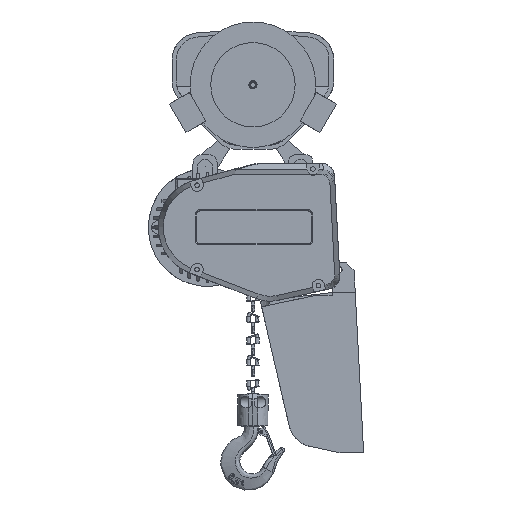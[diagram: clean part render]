
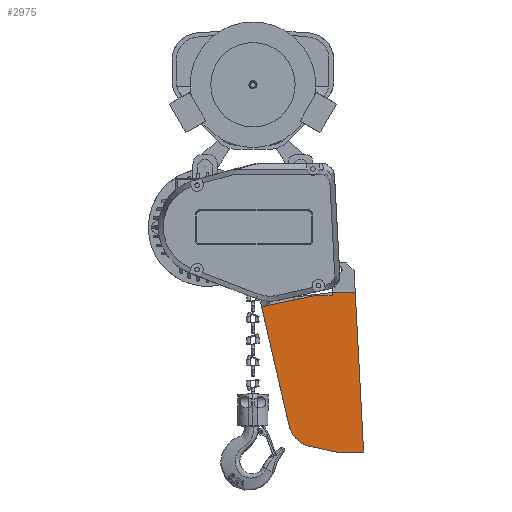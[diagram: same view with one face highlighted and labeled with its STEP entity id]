
A CAD part, front view. The second image highlights one B-rep face of the part: STEP entity #2975.
In plain terms, the highlighted face is planar.
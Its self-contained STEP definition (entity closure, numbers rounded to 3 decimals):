
#2975=ADVANCED_FACE('',(#6143),#6144,.F.);
#6143=FACE_OUTER_BOUND('',#12449,.T.);
#6144=PLANE('',#12450);
#12449=EDGE_LOOP('',(#22267,#22268,#22269,#22270,#22271,#22272,#22273,#22274,#22275));
#12450=AXIS2_PLACEMENT_3D('',#22276,#22277,#22278);
#22267=ORIENTED_EDGE('',*,*,#29129,.T.);
#22268=ORIENTED_EDGE('',*,*,#29130,.T.);
#22269=ORIENTED_EDGE('',*,*,#27317,.T.);
#22270=ORIENTED_EDGE('',*,*,#28959,.T.);
#22271=ORIENTED_EDGE('',*,*,#28869,.T.);
#22272=ORIENTED_EDGE('',*,*,#29131,.T.);
#22273=ORIENTED_EDGE('',*,*,#27735,.F.);
#22274=ORIENTED_EDGE('',*,*,#29132,.F.);
#22275=ORIENTED_EDGE('',*,*,#29133,.F.);
#22276=CARTESIAN_POINT('',(78.891,-311.4,65.));
#22277=DIRECTION('',(0.,0.,-1.));
#22278=DIRECTION('',(-0.707,0.707,0.));
#27317=EDGE_CURVE('',#31902,#31900,#31903,.T.);
#27735=EDGE_CURVE('',#32572,#32574,#32575,.T.);
#28869=EDGE_CURVE('',#34246,#34244,#34247,.T.);
#28959=EDGE_CURVE('',#31900,#34246,#34366,.T.);
#29129=EDGE_CURVE('',#34591,#34592,#34593,.T.);
#29130=EDGE_CURVE('',#34592,#31902,#34594,.T.);
#29131=EDGE_CURVE('',#34244,#32574,#34595,.T.);
#29132=EDGE_CURVE('',#34596,#32572,#34597,.T.);
#29133=EDGE_CURVE('',#34591,#34596,#34598,.T.);
#31900=VERTEX_POINT('',#38750);
#31902=VERTEX_POINT('',#38753);
#31903=LINE('',#38754,#38755);
#32572=VERTEX_POINT('',#40190);
#32574=VERTEX_POINT('',#40193);
#32575=LINE('',#40194,#40195);
#34244=VERTEX_POINT('',#43662);
#34246=VERTEX_POINT('',#43665);
#34247=LINE('',#43666,#43667);
#34366=LINE('',#43882,#43883);
#34591=VERTEX_POINT('',#44189);
#34592=VERTEX_POINT('',#44190);
#34593=LINE('',#44191,#44192);
#34594=CIRCLE('',#44193,40.);
#34595=LINE('',#44194,#44195);
#34596=VERTEX_POINT('',#44196);
#34597=LINE('',#44197,#44198);
#34598=LINE('',#44199,#44200);
#38750=CARTESIAN_POINT('',(42.966,-311.4,65.));
#38753=CARTESIAN_POINT('',(0.882,-302.455,65.));
#38754=CARTESIAN_POINT('',(0.882,-302.455,65.));
#38755=VECTOR('',#47209,1.);
#40190=CARTESIAN_POINT('',(33.,-82.9,65.));
#40193=CARTESIAN_POINT('',(33.,-77.9,65.));
#40194=CARTESIAN_POINT('',(33.,-82.9,65.));
#40195=VECTOR('',#47663,1.);
#43662=CARTESIAN_POINT('',(66.654,-77.9,65.));
#43665=CARTESIAN_POINT('',(78.891,-311.4,65.));
#43666=CARTESIAN_POINT('',(78.891,-311.4,65.));
#43667=VECTOR('',#48871,1.);
#43882=CARTESIAN_POINT('',(42.966,-311.4,65.));
#43883=VECTOR('',#48954,1.);
#44189=CARTESIAN_POINT('',(-69.815,-98.903,65.));
#44190=CARTESIAN_POINT('',(-29.777,-272.327,65.));
#44191=CARTESIAN_POINT('',(-69.815,-98.903,65.));
#44192=VECTOR('',#49168,1.);
#44193=AXIS2_PLACEMENT_3D('',#49169,#49170,#49171);
#44194=CARTESIAN_POINT('',(66.654,-77.9,65.));
#44195=VECTOR('',#49172,1.);
#44196=CARTESIAN_POINT('',(5.473,-82.9,65.));
#44197=CARTESIAN_POINT('',(5.473,-82.9,65.));
#44198=VECTOR('',#49173,1.);
#44199=CARTESIAN_POINT('',(-69.815,-98.903,65.));
#44200=VECTOR('',#49174,1.);
#47209=DIRECTION('',(0.978,-0.208,0.));
#47663=DIRECTION('',(0.,1.,0.));
#48871=DIRECTION('',(-0.052,0.999,0.));
#48954=DIRECTION('',(1.,0.,0.));
#49168=DIRECTION('',(0.225,-0.974,0.));
#49169=CARTESIAN_POINT('',(9.198,-263.329,65.));
#49170=DIRECTION('',(0.,0.,1.));
#49171=DIRECTION('',(1.,0.,0.));
#49172=DIRECTION('',(-1.,0.,0.));
#49173=DIRECTION('',(1.,0.,0.));
#49174=DIRECTION('',(0.978,0.208,0.));
